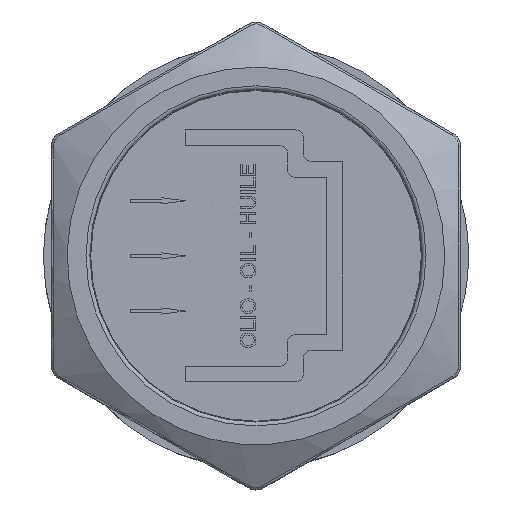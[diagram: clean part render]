
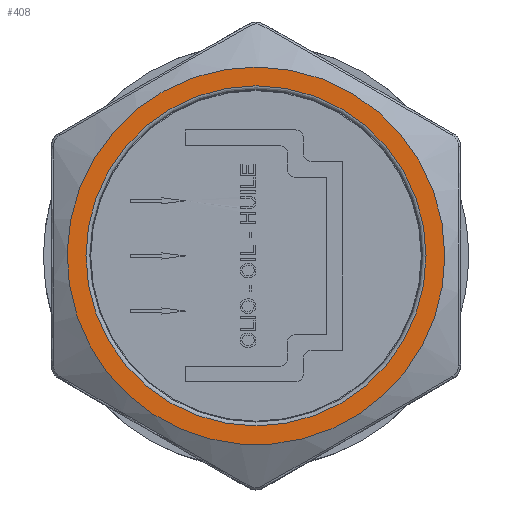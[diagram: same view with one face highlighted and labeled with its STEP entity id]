
A CAD part, top view. The second image highlights one B-rep face of the part: STEP entity #408.
In plain terms, the highlighted planar face has unit normal (0, 0, 1).
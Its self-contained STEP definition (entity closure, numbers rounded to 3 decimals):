
#408 = ADVANCED_FACE( '', ( #949, #950 ), #951, .T. );
#949 = FACE_BOUND( '', #2160, .T. );
#950 = FACE_OUTER_BOUND( '', #2161, .T. );
#951 = PLANE( '', #2162 );
#2160 = EDGE_LOOP( '', ( #3868 ) );
#2161 = EDGE_LOOP( '', ( #3869 ) );
#2162 = AXIS2_PLACEMENT_3D( '', #3870, #3871, #3872 );
#3868 = ORIENTED_EDGE( '', *, *, #5244, .T. );
#3869 = ORIENTED_EDGE( '', *, *, #5343, .T. );
#3870 = CARTESIAN_POINT( '', ( 0., 0., 19. ) );
#3871 = DIRECTION( '', ( 0., 0., 1. ) );
#3872 = DIRECTION( '', ( 1., 0., 0. ) );
#5244 = EDGE_CURVE( '', #6097, #6097, #6098, .F. );
#5343 = EDGE_CURVE( '', #6251, #6251, #6252, .T. );
#6097 = VERTEX_POINT( '', #7687 );
#6098 = CIRCLE( '', #7688, 10.8 );
#6251 = VERTEX_POINT( '', #7960 );
#6252 = CIRCLE( '', #7961, 11.992 );
#7687 = CARTESIAN_POINT( '', ( 10.8, 0., 19. ) );
#7688 = AXIS2_PLACEMENT_3D( '', #9124, #9125, #9126 );
#7960 = CARTESIAN_POINT( '', ( 11.992, 0., 19. ) );
#7961 = AXIS2_PLACEMENT_3D( '', #9189, #9190, #9191 );
#9124 = CARTESIAN_POINT( '', ( 0., 0., 19. ) );
#9125 = DIRECTION( '', ( 0., 0., 1. ) );
#9126 = DIRECTION( '', ( 1., 0., 0. ) );
#9189 = CARTESIAN_POINT( '', ( 0., 0., 19. ) );
#9190 = DIRECTION( '', ( 0., 0., 1. ) );
#9191 = DIRECTION( '', ( 1., 0., 0. ) );
